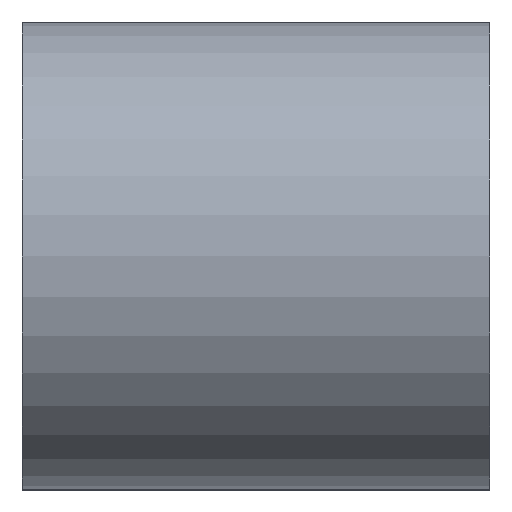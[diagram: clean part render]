
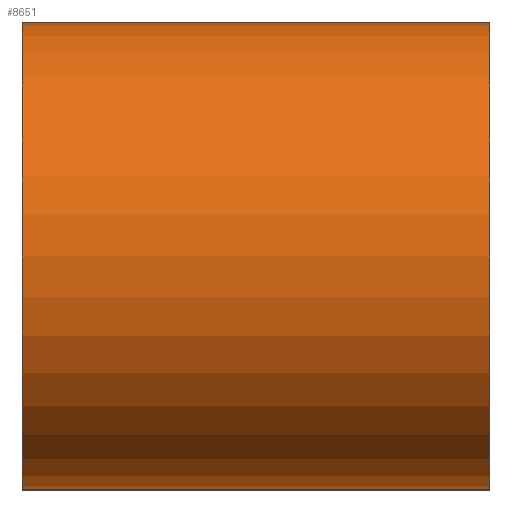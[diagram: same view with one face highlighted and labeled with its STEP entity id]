
A CAD part, left-side view. The second image highlights one B-rep face of the part: STEP entity #8651.
In plain terms, the highlighted cylindrical face has radius 5 mm (diameter 10 mm), a partial arc.
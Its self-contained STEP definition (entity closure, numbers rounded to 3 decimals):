
#399=CIRCLE('',#9413,5.);
#400=CIRCLE('',#9415,5.);
#550=CYLINDRICAL_SURFACE('',#9414,5.);
#971=FACE_OUTER_BOUND('',#1428,.T.);
#1428=EDGE_LOOP('',(#7937,#7938,#7939,#7940));
#2373=LINE('',#14416,#3317);
#2374=LINE('',#14419,#3318);
#3317=VECTOR('',#11854,10.);
#3318=VECTOR('',#11857,10.);
#4161=VERTEX_POINT('',#14409);
#4162=VERTEX_POINT('',#14411);
#4163=VERTEX_POINT('',#14415);
#4164=VERTEX_POINT('',#14417);
#5422=EDGE_CURVE('',#4161,#4162,#399,.T.);
#5424=EDGE_CURVE('',#4163,#4161,#2373,.T.);
#5425=EDGE_CURVE('',#4164,#4163,#400,.T.);
#5426=EDGE_CURVE('',#4162,#4164,#2374,.T.);
#7937=ORIENTED_EDGE('',*,*,#5424,.F.);
#7938=ORIENTED_EDGE('',*,*,#5425,.F.);
#7939=ORIENTED_EDGE('',*,*,#5426,.F.);
#7940=ORIENTED_EDGE('',*,*,#5422,.F.);
#8651=ADVANCED_FACE('',(#971),#550,.T.);
#9413=AXIS2_PLACEMENT_3D('',#14412,#11849,#11850);
#9414=AXIS2_PLACEMENT_3D('',#14414,#11852,#11853);
#9415=AXIS2_PLACEMENT_3D('',#14418,#11855,#11856);
#11849=DIRECTION('center_axis',(0.,-1.,0.));
#11850=DIRECTION('ref_axis',(-1.,0.,0.));
#11852=DIRECTION('center_axis',(0.,1.,0.));
#11853=DIRECTION('ref_axis',(0.,0.,
-1.));
#11854=DIRECTION('',(0.,-1.,0.));
#11855=DIRECTION('center_axis',(0.,1.,0.));
#11856=DIRECTION('ref_axis',(0.,0.,
-1.));
#11857=DIRECTION('',(0.,1.,0.));
#14409=CARTESIAN_POINT('',(-126.093,14.955,9.592));
#14411=CARTESIAN_POINT('',(-126.093,14.955,-0.408));
#14412=CARTESIAN_POINT('Origin',(-126.093,14.955,4.592));
#14414=CARTESIAN_POINT('Origin',(-126.093,19.955,4.592));
#14415=CARTESIAN_POINT('',(-126.093,24.955,9.592));
#14416=CARTESIAN_POINT('',(-126.093,19.955,9.592));
#14417=CARTESIAN_POINT('',(-126.093,24.955,-0.408));
#14418=CARTESIAN_POINT('Origin',(-126.093,24.955,4.592));
#14419=CARTESIAN_POINT('',(-126.093,19.955,-0.408));
